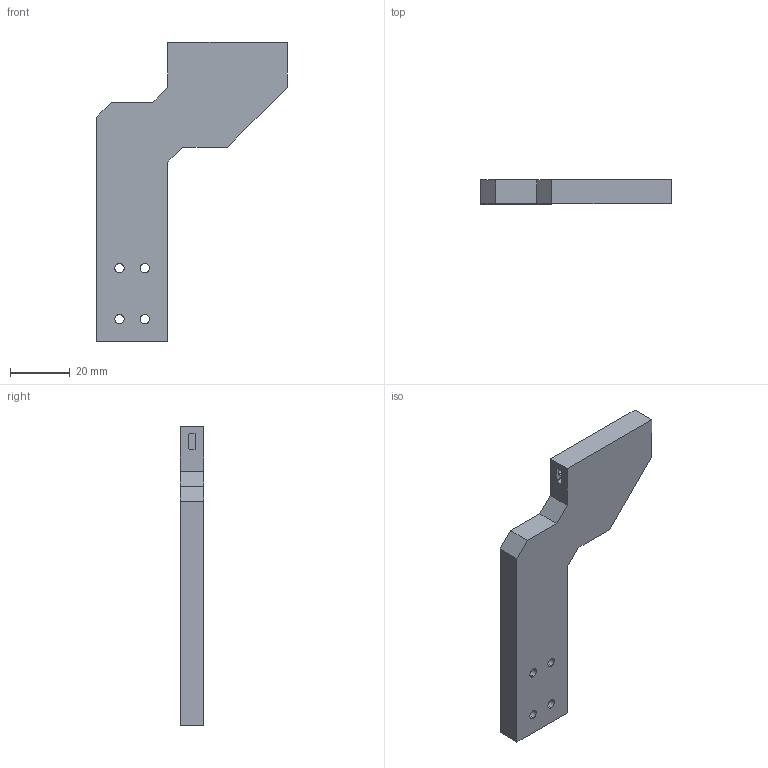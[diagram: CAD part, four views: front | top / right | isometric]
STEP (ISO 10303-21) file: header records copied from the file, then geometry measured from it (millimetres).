
FILE_DESCRIPTION (( 'STEP AP203' ), '1' );
FILE_NAME ('13-018718.step', '2022-02-21T15:50:35', ( '' ), ( '' ), 'SwSTEP 2.0', 'SolidWorks 2021', '' );
FILE_SCHEMA (( 'CONFIG_CONTROL_DESIGN' ));
Length unit declared in the file: millimetre
Products named in the file (1): 13-018718
Bounding box: 63.8 x 8 x 100 mm (x, y, z)
Volume: 24443.5 mm3; surface area: 9177.4 mm2
Topology: 1 solids, 1 shells, 46 faces, 126 edges, 83 vertices
Faces by surface type: plane 32, cylinder 12, cone 2
Entity records: 1543 total; most frequent: CARTESIAN_POINT 254, ORIENTED_EDGE 248, DIRECTION 244, EDGE_CURVE 124, VECTOR 98, LINE 98, VERTEX_POINT 83, AXIS2_PLACEMENT_3D 73
